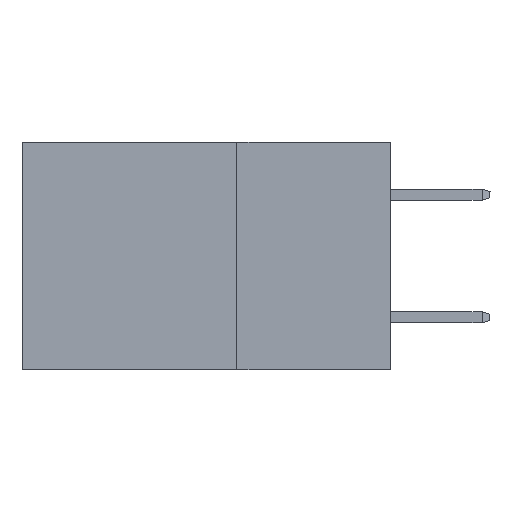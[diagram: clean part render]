
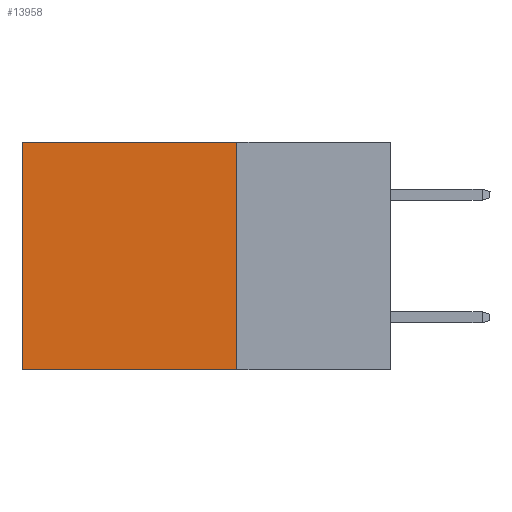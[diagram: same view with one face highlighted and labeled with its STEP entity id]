
A CAD part, left-side view. The second image highlights one B-rep face of the part: STEP entity #13958.
In plain terms, the highlighted planar face has unit normal (-1, 0, 0).
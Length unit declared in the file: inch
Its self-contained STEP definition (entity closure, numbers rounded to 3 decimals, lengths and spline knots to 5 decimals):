
#656 = AXIS2_PLACEMENT_3D ( 'NONE', #15768, #7351, #24400 ) ;
#4482 = CARTESIAN_POINT ( 'NONE',  ( 0.2875, 0.25, 0. ) ) ;
#5382 = EDGE_CURVE ( 'NONE', #21173, #12505, #19212, .T. ) ;
#6415 = EDGE_CURVE ( 'NONE', #12021, #15213, #8328, .T. ) ;
#7351 = DIRECTION ( 'NONE',  ( 1., 0., 0. ) ) ;
#7418 = DIRECTION ( 'NONE',  ( 0., 1., 0. ) ) ;
#7598 = DIRECTION ( 'NONE',  ( 0., 0., -1. ) ) ;
#8328 = LINE ( 'NONE', #18260, #19791 ) ;
#8376 = EDGE_LOOP ( 'NONE', ( #27560, #21789, #19191, #12074 ) ) ;
#8460 = DIRECTION ( 'NONE',  ( 0., 0., -1. ) ) ;
#10613 = CARTESIAN_POINT ( 'NONE',  ( 0.2875, 0.6, 0. ) ) ;
#12021 = VERTEX_POINT ( 'NONE', #10613 ) ;
#12074 = ORIENTED_EDGE ( 'NONE', *, *, #13257, .T. ) ;
#12505 = VERTEX_POINT ( 'NONE', #16201 ) ;
#13070 = CARTESIAN_POINT ( 'NONE',  ( 0.2875, 0.25, -0.37 ) ) ;
#13257 = EDGE_CURVE ( 'NONE', #21173, #12021, #19358, .T. ) ;
#13341 = VECTOR ( 'NONE', #25680, 39.37008 ) ;
#13958 = ADVANCED_FACE ( 'NONE', ( #25389 ), #20270, .F. ) ;
#15213 = VERTEX_POINT ( 'NONE', #27050 ) ;
#15726 = LINE ( 'NONE', #13070, #13341 ) ;
#15768 = CARTESIAN_POINT ( 'NONE',  ( 0.2875, 0.25, 0. ) ) ;
#16201 = CARTESIAN_POINT ( 'NONE',  ( 0.2875, 0.25, -0.37 ) ) ;
#17177 = VECTOR ( 'NONE', #8460, 39.37008 ) ;
#18260 = CARTESIAN_POINT ( 'NONE',  ( 0.2875, 0.6, 0. ) ) ;
#18568 = CARTESIAN_POINT ( 'NONE',  ( 0.2875, 0.25, 0. ) ) ;
#19191 = ORIENTED_EDGE ( 'NONE', *, *, #5382, .F. ) ;
#19212 = LINE ( 'NONE', #4482, #17177 ) ;
#19358 = LINE ( 'NONE', #20331, #25713 ) ;
#19791 = VECTOR ( 'NONE', #7598, 39.37008 ) ;
#20270 = PLANE ( 'NONE',  #656 ) ;
#20331 = CARTESIAN_POINT ( 'NONE',  ( 0.2875, 0.25, 0. ) ) ;
#21173 = VERTEX_POINT ( 'NONE', #18568 ) ;
#21789 = ORIENTED_EDGE ( 'NONE', *, *, #23497, .F. ) ;
#23497 = EDGE_CURVE ( 'NONE', #12505, #15213, #15726, .T. ) ;
#24400 = DIRECTION ( 'NONE',  ( 0., 0., -1. ) ) ;
#25389 = FACE_OUTER_BOUND ( 'NONE', #8376, .T. ) ;
#25680 = DIRECTION ( 'NONE',  ( 0., 1., 0. ) ) ;
#25713 = VECTOR ( 'NONE', #7418, 39.37008 ) ;
#27050 = CARTESIAN_POINT ( 'NONE',  ( 0.2875, 0.6, -0.37 ) ) ;
#27560 = ORIENTED_EDGE ( 'NONE', *, *, #6415, .T. ) ;
